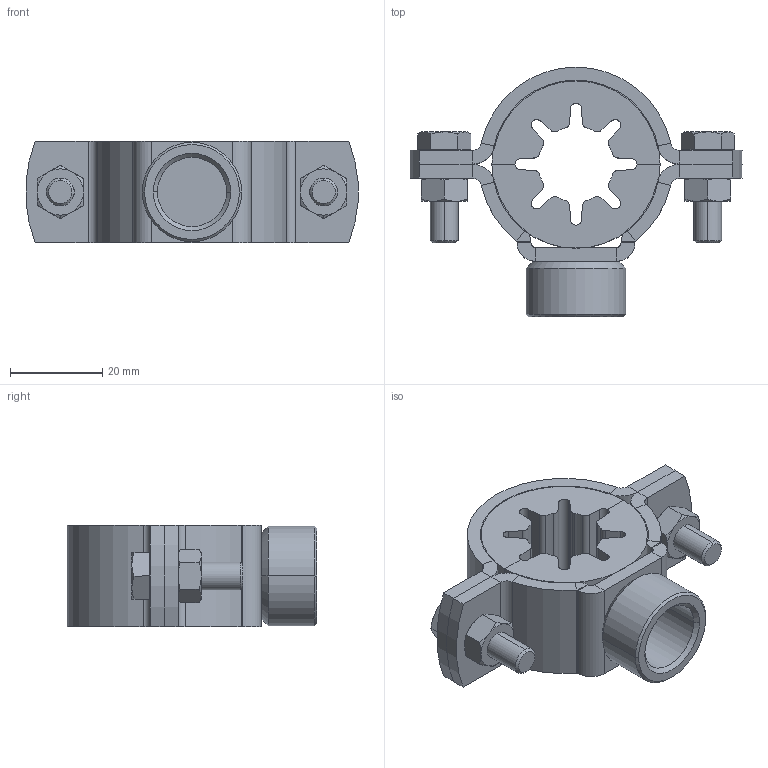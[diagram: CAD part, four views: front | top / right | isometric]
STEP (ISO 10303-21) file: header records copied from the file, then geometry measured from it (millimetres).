
FILE_DESCRIPTION (( 'STEP AP203' ), '1' );
FILE_NAME ('51.820.STEP', '2019-11-21T16:21:53', ( '' ), ( '' ), 'SwSTEP 2.0', 'SolidWorks 2019', '' );
FILE_SCHEMA (( 'CONFIG_CONTROL_DESIGN' ));
Length unit declared in the file: millimetre
Products named in the file (8): 1000003419_01 - Gr. 17-19 - H-17107.001; 1000003264; 1000003425_01 - Gr. 17-19 - H-17108.601; 1000003390_01 - Gr. 17-19 - H-17106.001; 1000003442; 1000003483; 1000003485; 51.820
Assembly tree (10 placements, depth 3):
  51.820
    1000003425_01 - Gr. 17-19 - H-17108.601
      1000003419_01 - Gr. 17-19 - H-17107.001
      1000003264
    1000003390_01 - Gr. 17-19 - H-17106.001
    1000003442  x2
    1000003483  x2
    1000003485  x2
Bounding box: 71.83 x 54 x 22 mm (x, y, z)
Volume: 31993.6 mm3; surface area: 19863.7 mm2
Topology: 9 solids, 9 shells, 274 faces, 620 edges, 366 vertices
Faces by surface type: plane 122, cylinder 90, cone 62
Entity records: 6109 total; most frequent: CARTESIAN_POINT 1011, DIRECTION 943, ORIENTED_EDGE 824, EDGE_CURVE 412, AXIS2_PLACEMENT_3D 367, VERTEX_POINT 239, VECTOR 209, LINE 209
